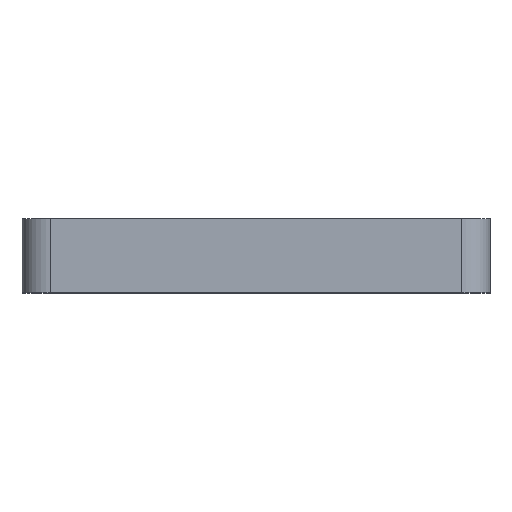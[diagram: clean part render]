
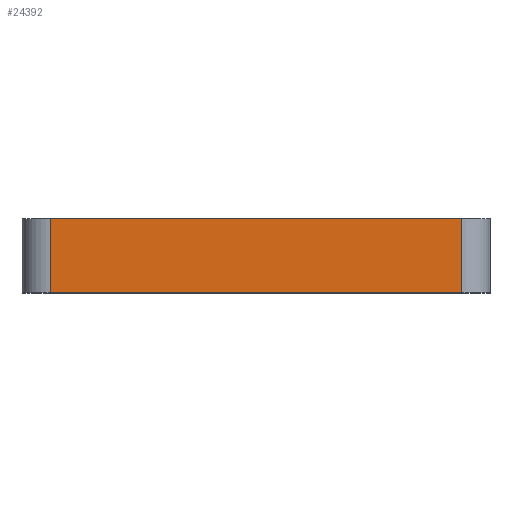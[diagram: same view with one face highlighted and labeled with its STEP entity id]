
A CAD part, top view. The second image highlights one B-rep face of the part: STEP entity #24392.
In plain terms, the highlighted planar face has unit normal (0, 0, 1).
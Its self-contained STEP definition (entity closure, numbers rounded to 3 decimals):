
#3097=PLANE('',#24896);
#4398=FACE_OUTER_BOUND('',#5808,.T.);
#5808=EDGE_LOOP('',(#22988,#22989,#22990,#22991));
#5844=LINE('',#27879,#7766);
#7736=LINE('',#49542,#9658);
#7738=LINE('',#49581,#9660);
#7739=LINE('',#49583,#9661);
#7766=VECTOR('',#24955,10.);
#9658=VECTOR('',#27695,10.);
#9660=VECTOR('',#27763,10.);
#9661=VECTOR('',#27766,10.);
#9722=VERTEX_POINT('',#27876);
#9723=VERTEX_POINT('',#27878);
#12124=VERTEX_POINT('',#49528);
#12130=VERTEX_POINT('',#49540);
#12156=EDGE_CURVE('',#9722,#9723,#5844,.T.);
#15758=EDGE_CURVE('',#12130,#12124,#7736,.T.);
#15764=EDGE_CURVE('',#12124,#9722,#7738,.T.);
#15765=EDGE_CURVE('',#9723,#12130,#7739,.T.);
#22988=ORIENTED_EDGE('',*,*,#15764,.F.);
#22989=ORIENTED_EDGE('',*,*,#15758,.F.);
#22990=ORIENTED_EDGE('',*,*,#15765,.F.);
#22991=ORIENTED_EDGE('',*,*,#12156,.F.);
#24392=ADVANCED_FACE('',(#4398),#3097,.T.);
#24896=AXIS2_PLACEMENT_3D('',#49582,#27764,#27765);
#24955=DIRECTION('',(1.,0.,0.));
#27695=DIRECTION('',(-1.,0.,0.));
#27763=DIRECTION('',(0.,1.,0.));
#27764=DIRECTION('center_axis',(0.,0.,1.));
#27765=DIRECTION('ref_axis',(1.,0.,0.));
#27766=DIRECTION('',(0.,-1.,0.));
#27876=CARTESIAN_POINT('',(-29.5,13.,50.7));
#27878=CARTESIAN_POINT('',(42.65,13.,50.7));
#27879=CARTESIAN_POINT('',(47.65,13.,50.7));
#49528=CARTESIAN_POINT('',(-29.5,0.,50.7));
#49540=CARTESIAN_POINT('',(42.65,0.,50.7));
#49542=CARTESIAN_POINT('',(47.65,0.,50.7));
#49581=CARTESIAN_POINT('',(-29.5,0.,50.7));
#49582=CARTESIAN_POINT('Origin',(-34.5,0.,50.7));
#49583=CARTESIAN_POINT('',(42.65,0.,50.7));
